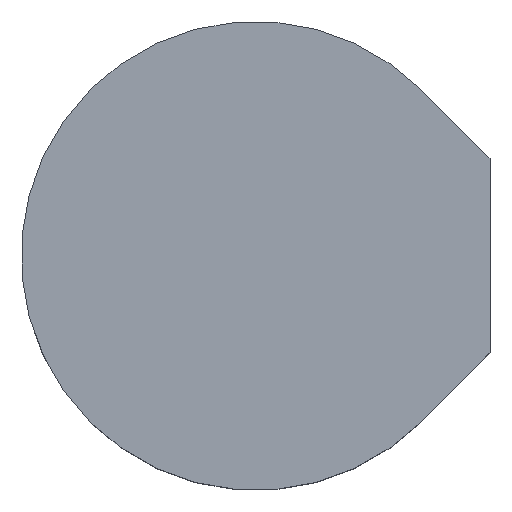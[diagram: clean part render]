
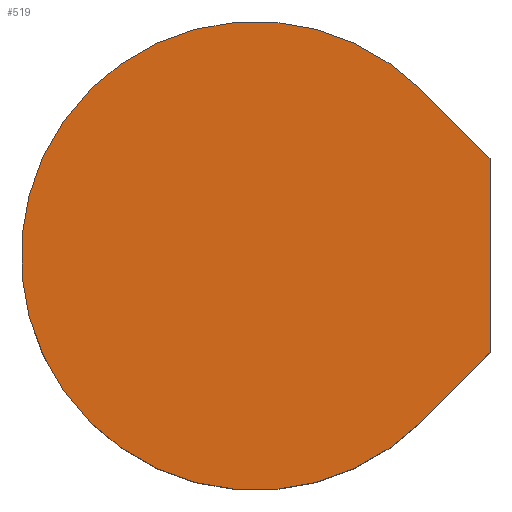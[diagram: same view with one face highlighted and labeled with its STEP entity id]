
A CAD part, top view. The second image highlights one B-rep face of the part: STEP entity #519.
In plain terms, the highlighted planar face has unit normal (0, 0, 1).
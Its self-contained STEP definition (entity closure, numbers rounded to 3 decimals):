
#33=CIRCLE('',#572,6.599);
#63=FACE_OUTER_BOUND('',#95,.T.);
#95=EDGE_LOOP('',(#463,#464,#465,#466,#467));
#145=LINE('',#844,#202);
#148=LINE('',#850,#205);
#149=LINE('',#852,#206);
#152=LINE('',#858,#209);
#202=VECTOR('',#693,10.);
#205=VECTOR('',#698,10.);
#206=VECTOR('',#699,10.);
#209=VECTOR('',#704,10.);
#251=VERTEX_POINT('',#841);
#252=VERTEX_POINT('',#843);
#254=VERTEX_POINT('',#849);
#255=VERTEX_POINT('',#851);
#257=VERTEX_POINT('',#857);
#317=EDGE_CURVE('',#252,#251,#145,.T.);
#320=EDGE_CURVE('',#254,#252,#148,.T.);
#321=EDGE_CURVE('',#255,#254,#149,.T.);
#324=EDGE_CURVE('',#257,#255,#152,.T.);
#327=EDGE_CURVE('',#251,#257,#33,.T.);
#463=ORIENTED_EDGE('',*,*,#327,.T.);
#464=ORIENTED_EDGE('',*,*,#324,.T.);
#465=ORIENTED_EDGE('',*,*,#321,.T.);
#466=ORIENTED_EDGE('',*,*,#320,.T.);
#467=ORIENTED_EDGE('',*,*,#317,.T.);
#490=PLANE('',#574);
#519=ADVANCED_FACE('',(#63),#490,.T.);
#572=AXIS2_PLACEMENT_3D('',#862,#710,#711);
#574=AXIS2_PLACEMENT_3D('',#864,#714,#715);
#693=DIRECTION('',(-0.707,0.707,0.));
#698=DIRECTION('',(0.,1.,0.));
#699=DIRECTION('',(0.,1.,0.));
#704=DIRECTION('',(0.707,0.707,0.));
#710=DIRECTION('center_axis',(0.,0.,
1.));
#711=DIRECTION('ref_axis',(0.,-1.,0.));
#714=DIRECTION('center_axis',(0.,0.,
1.));
#715=DIRECTION('ref_axis',(0.866,0.5,0.));
#841=CARTESIAN_POINT('',(12.91,4.491,162.481));
#843=CARTESIAN_POINT('',(14.842,2.558,162.481));
#844=CARTESIAN_POINT('',(12.91,4.491,162.481));
#849=CARTESIAN_POINT('',(14.842,-0.175,162.481));
#850=CARTESIAN_POINT('',(14.842,2.558,162.481));
#851=CARTESIAN_POINT('',(14.842,-2.908,162.481));
#852=CARTESIAN_POINT('',(14.842,2.558,162.481));
#857=CARTESIAN_POINT('',(12.91,-4.841,162.481));
#858=CARTESIAN_POINT('',(12.91,-4.841,162.481));
#862=CARTESIAN_POINT('Origin',(8.244,-0.175,162.481));
#864=CARTESIAN_POINT('Origin',(8.244,-0.175,162.481));
